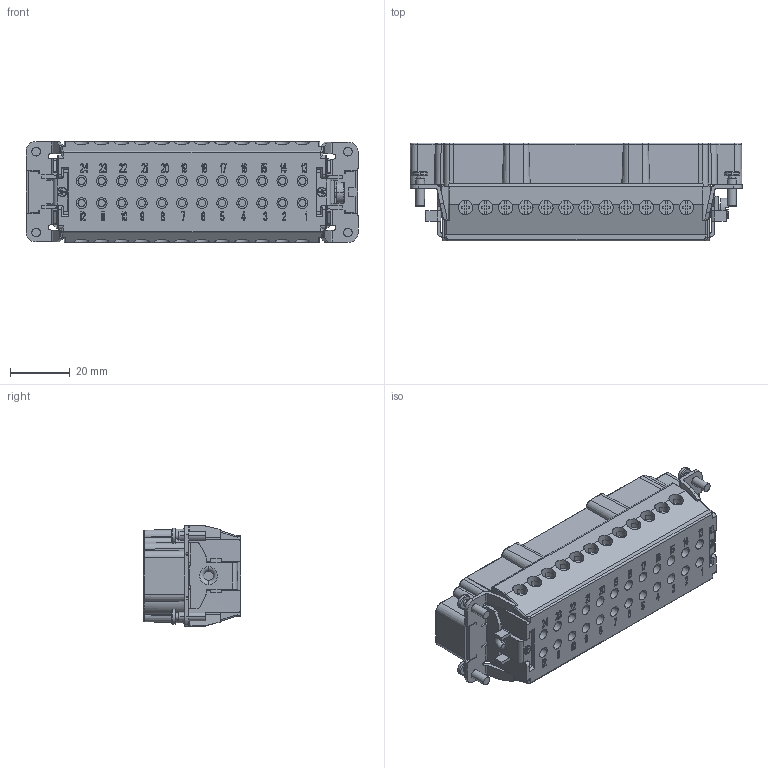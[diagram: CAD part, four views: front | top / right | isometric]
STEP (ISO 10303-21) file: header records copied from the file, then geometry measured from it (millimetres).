
FILE_DESCRIPTION((''),'2;1');
FILE_NAME('HE-024-M_-','2017-07-27T',('tl.yang'),(''),'PRO/ENGINEER BY PARAMETRIC TECHNOLOGY CORPORATION, 2011500','PRO/ENGINEER BY PARAMETRIC TECHNOLOGY CORPORATION, 2011500','');
FILE_SCHEMA(('CONFIG_CONTROL_DESIGN'));
Products named in the file (1): HE-024-M_-
Bounding box: 110.8 x 32.5 x 33.7 mm (x, y, z)
Volume: 59170 mm3; surface area: 31212.5 mm2
Topology: 1 solids, 2 shells, 3797 faces, 10633 edges, 7001 vertices
Faces by surface type: plane 3089, cylinder 408, bspline 94, cone 78, torus 78, sphere 48, extrusion 2
Entity records: 123273 total; most frequent: CARTESIAN_POINT 25154, ORIENTED_EDGE 21170, DIRECTION 19078, EDGE_CURVE 10585, VECTOR 9002, LINE 9000, VERTEX_POINT 7001, AXIS2_PLACEMENT_3D 5038
